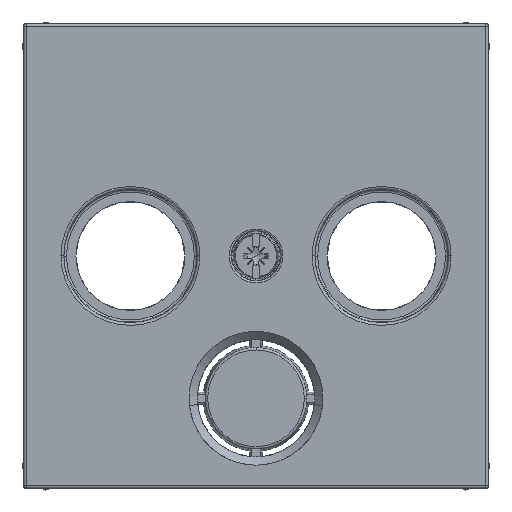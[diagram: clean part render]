
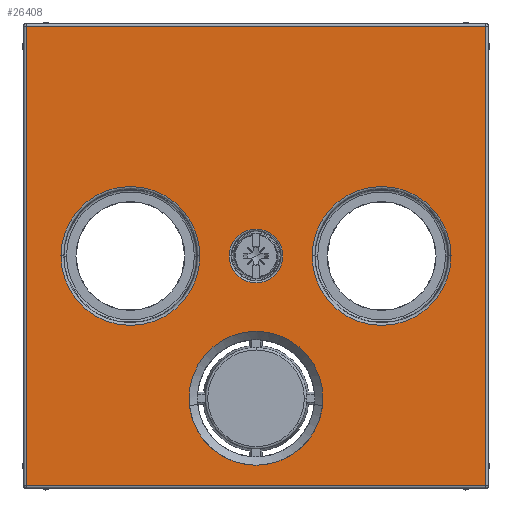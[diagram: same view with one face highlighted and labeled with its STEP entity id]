
A CAD part, top view. The second image highlights one B-rep face of the part: STEP entity #26408.
In plain terms, the highlighted face is planar.
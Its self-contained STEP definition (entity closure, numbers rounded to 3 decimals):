
#248=DIRECTION('',(1.,0.,0.));
#249=VECTOR('',#248,54.881);
#250=CARTESIAN_POINT('',(-27.44,10.,27.44));
#251=LINE('7339',#250,#249);
#256=DIRECTION('',(0.,0.,1.));
#257=VECTOR('',#256,54.881);
#258=CARTESIAN_POINT('',(-27.44,10.,-27.44));
#259=LINE('7343',#258,#257);
#263=DIRECTION('',(-1.,0.,0.));
#264=VECTOR('',#263,54.881);
#265=CARTESIAN_POINT('',(27.44,10.,-27.44));
#266=LINE('7349',#265,#264);
#270=DIRECTION('',(0.,0.,-1.));
#271=VECTOR('',#270,54.881);
#272=CARTESIAN_POINT('',(27.44,10.,27.44));
#273=LINE('7354',#272,#271);
#277=CARTESIAN_POINT('',(0.,10.,17.));
#278=DIRECTION('',(0.,1.,0.));
#279=DIRECTION('',(1.,0.,0.));
#280=AXIS2_PLACEMENT_3D('',#277,#278,#279);
#285=CARTESIAN_POINT('',(0.,10.,17.));
#286=DIRECTION('',(0.,1.,0.));
#287=DIRECTION('',(-1.,0.,0.));
#288=AXIS2_PLACEMENT_3D('',#285,#286,#287);
#293=CARTESIAN_POINT('',(15.,10.,0.));
#294=DIRECTION('',(0.,-1.,0.));
#295=DIRECTION('',(1.,0.,0.));
#296=AXIS2_PLACEMENT_3D('',#293,#294,#295);
#301=CARTESIAN_POINT('',(15.,10.,0.));
#302=DIRECTION('',(0.,-1.,0.));
#303=DIRECTION('',(-1.,0.,0.));
#304=AXIS2_PLACEMENT_3D('',#301,#302,#303);
#309=CARTESIAN_POINT('',(-15.,10.,0.));
#310=DIRECTION('',(0.,-1.,0.));
#311=DIRECTION('',(1.,0.,0.));
#312=AXIS2_PLACEMENT_3D('',#309,#310,#311);
#317=CARTESIAN_POINT('',(-15.,10.,0.));
#318=DIRECTION('',(0.,-1.,0.));
#319=DIRECTION('',(-1.,0.,0.));
#320=AXIS2_PLACEMENT_3D('',#317,#318,#319);
#325=CARTESIAN_POINT('',(0.,10.,0.));
#326=DIRECTION('',(0.,-1.,0.));
#327=DIRECTION('',(1.,0.,0.));
#328=AXIS2_PLACEMENT_3D('',#325,#326,#327);
#333=CARTESIAN_POINT('',(0.,10.,0.));
#334=DIRECTION('',(0.,-1.,0.));
#335=DIRECTION('',(-1.,0.,0.));
#336=AXIS2_PLACEMENT_3D('',#333,#334,#335);
#22788=CARTESIAN_POINT('',(-27.44,10.,27.44));
#22789=CARTESIAN_POINT('',(27.44,10.,27.44));
#22790=VERTEX_POINT('',#22788);
#22791=VERTEX_POINT('',#22789);
#22798=CARTESIAN_POINT('',(-27.44,10.,-27.44));
#22799=VERTEX_POINT('',#22798);
#22810=CARTESIAN_POINT('',(27.44,10.,-27.44));
#22811=VERTEX_POINT('',#22810);
#22938=CARTESIAN_POINT('',(8.,10.,17.));
#22939=CARTESIAN_POINT('',(-8.,10.,17.));
#22940=VERTEX_POINT('',#22938);
#22941=VERTEX_POINT('',#22939);
#23164=CARTESIAN_POINT('',(23.295,10.,0.));
#23165=CARTESIAN_POINT('',(6.705,10.,0.));
#23166=VERTEX_POINT('',#23164);
#23167=VERTEX_POINT('',#23165);
#23172=CARTESIAN_POINT('',(-6.705,10.,0.));
#23173=CARTESIAN_POINT('',(-23.295,10.,0.));
#23174=VERTEX_POINT('',#23172);
#23175=VERTEX_POINT('',#23173);
#23428=CARTESIAN_POINT('',(3.197,10.,0.));
#23429=CARTESIAN_POINT('',(-3.197,10.,0.));
#23430=VERTEX_POINT('',#23428);
#23431=VERTEX_POINT('',#23429);
#26369=CARTESIAN_POINT('',(0.,10.,0.));
#26370=DIRECTION('',(0.,1.,0.));
#26371=DIRECTION('',(0.,0.,-1.));
#26372=AXIS2_PLACEMENT_3D('',#26369,#26370,#26371);
#26373=PLANE('1910',#26372);
#26375=ORIENTED_EDGE('7339',*,*,#26374,.F.);
#26377=ORIENTED_EDGE('7343',*,*,#26376,.F.);
#26379=ORIENTED_EDGE('7349',*,*,#26378,.F.);
#26381=ORIENTED_EDGE('7354',*,*,#26380,.F.);
#26382=EDGE_LOOP('1910',(#26375,#26377,#26379,#26381));
#26383=FACE_OUTER_BOUND('1910',#26382,.F.);
#26385=ORIENTED_EDGE('11780',*,*,#26384,.T.);
#26387=ORIENTED_EDGE('11781',*,*,#26386,.T.);
#26388=EDGE_LOOP('1910',(#26385,#26387));
#26389=FACE_BOUND('1910',#26388,.F.);
#26391=ORIENTED_EDGE('14117',*,*,#26390,.F.);
#26393=ORIENTED_EDGE('14119',*,*,#26392,.F.);
#26394=EDGE_LOOP('1910',(#26391,#26393));
#26395=FACE_BOUND('1910',#26394,.F.);
#26397=ORIENTED_EDGE('14121',*,*,#26396,.F.);
#26399=ORIENTED_EDGE('14123',*,*,#26398,.F.);
#26400=EDGE_LOOP('1910',(#26397,#26399));
#26401=FACE_BOUND('1910',#26400,.F.);
#26403=ORIENTED_EDGE('15446',*,*,#26402,.F.);
#26405=ORIENTED_EDGE('15448',*,*,#26404,.F.);
#26406=EDGE_LOOP('1910',(#26403,#26405));
#26407=FACE_BOUND('1910',#26406,.F.);
#26408=ADVANCED_FACE('1910',(#26383,#26389,#26395,#26401,#26407),#26373,.T.);
#281=CIRCLE('11780',#280,8.);
#289=CIRCLE('11781',#288,8.);
#297=CIRCLE('14117',#296,8.295);
#305=CIRCLE('14119',#304,8.295);
#313=CIRCLE('14121',#312,8.295);
#321=CIRCLE('14123',#320,8.295);
#329=CIRCLE('15446',#328,3.197);
#337=CIRCLE('15448',#336,3.197);
#26374=EDGE_CURVE('7339',#22790,#22791,#251,.T.);
#26376=EDGE_CURVE('7343',#22799,#22790,#259,.T.);
#26378=EDGE_CURVE('7349',#22811,#22799,#266,.T.);
#26380=EDGE_CURVE('7354',#22791,#22811,#273,.T.);
#26384=EDGE_CURVE('11780',#22940,#22941,#281,.T.);
#26386=EDGE_CURVE('11781',#22941,#22940,#289,.T.);
#26390=EDGE_CURVE('14117',#23166,#23167,#297,.T.);
#26392=EDGE_CURVE('14119',#23167,#23166,#305,.T.);
#26396=EDGE_CURVE('14121',#23174,#23175,#313,.T.);
#26398=EDGE_CURVE('14123',#23175,#23174,#321,.T.);
#26402=EDGE_CURVE('15446',#23430,#23431,#329,.T.);
#26404=EDGE_CURVE('15448',#23431,#23430,#337,.T.);
